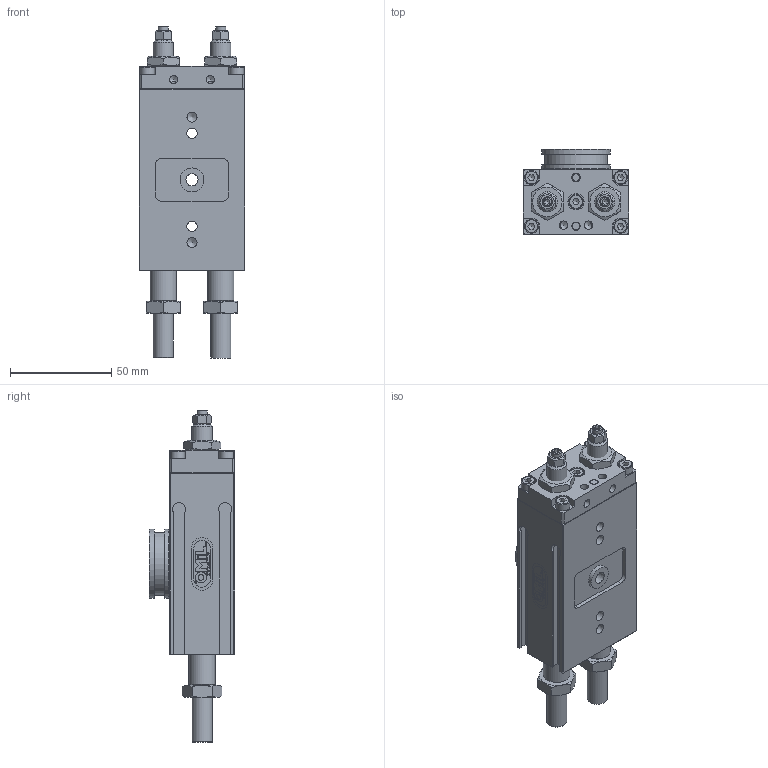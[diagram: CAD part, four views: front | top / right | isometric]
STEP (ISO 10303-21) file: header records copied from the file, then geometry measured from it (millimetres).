
FILE_DESCRIPTION(/* description */ (''),/* implementation_level */ '2;1');
FILE_NAME(/* name */ 'PAO 15-A-N-V3-RO.stp',/* time_stamp */ '2021-10-15T10:48:06+02:00',/* author */ ('Emilio'),/* organization */ (''),/* preprocessor_version */ 'ST-DEVELOPER v17.2',/* originating_system */ 'Autodesk Inventor 2019',/* authorisation */ '');
FILE_SCHEMA (('AUTOMOTIVE_DESIGN { 1 0 10303 214 3 1 1 }'));
Length unit declared in the file: millimetre
Products named in the file (13): PAO 15-A-N-V3-RA; PAO-15-CORPO; PAO-15-TESTATA STD; PAO-15-ALBERO; ISO 8734 - 4 x 16BS EN ISO; AS 1420 - 1973 - M4 x 16; TARGHETTA 22X52; DIN 913 - M10 x 40 Acciaio, Dolce; ISO 4035 - M10DIN EN Acciaio inox, 440C; DIN 913 - M5 x 25 Acciaio, Dolce; ISO 4032 - M5DIN EN Acciaio inox, 440C; BS 3692 - M10; PAO-15-DECELERATORE
Assembly tree (23 placements, depth 2):
  PAO 15-A-N-V3-RA
    PAO-15-CORPO
    PAO-15-TESTATA STD
    PAO-15-ALBERO
    AS 1420 - 1973 - M4 x 16  x5
    ISO 8734 - 4 x 16BS EN ISO  x2
    TARGHETTA 22X52
    DIN 913 - M10 x 40 Acciaio, Dolce  x2
    ISO 4035 - M10DIN EN Acciaio inox, 440C  x2
    DIN 913 - M5 x 25 Acciaio, Dolce  x2
    ISO 4032 - M5DIN EN Acciaio inox, 440C  x2
    BS 3692 - M10  x2
    PAO-15-DECELERATORE  x2
Bounding box: 52.01 x 42 x 164 mm (x, y, z)
Volume: 177594.6 mm3; surface area: 53842.8 mm2
Topology: 23 solids, 23 shells, 714 faces, 1918 edges, 1287 vertices
Faces by surface type: plane 387, cylinder 111, cone 105, bspline 99, torus 12
Full cylindrical faces by diameter (mm): 1.221 x2, 2.459 x2, 2.5 x2, 2.816 x1, 3.242 x9, 4 x11, 4.1 x2, 4.134 x10, 4.5 x5, 4.917 x2, 5 x6, 5.1 x2, 6 x1, 7 x7, 8 x1, 8.376 x4, 9.5 x2, 10 x4, 11.8 x2, 12 x1, 13 x2, 17.2 x1, 20 x4, 25.5 x1, 26 x1, 30.5 x1, 30.882 x1, 34 x2
Entity records: 19318 total; most frequent: CARTESIAN_POINT 4654, ORIENTED_EDGE 3080, DIRECTION 2635, EDGE_CURVE 1540, VERTEX_POINT 1055, LINE 899, VECTOR 899, AXIS2_PLACEMENT_3D 868
